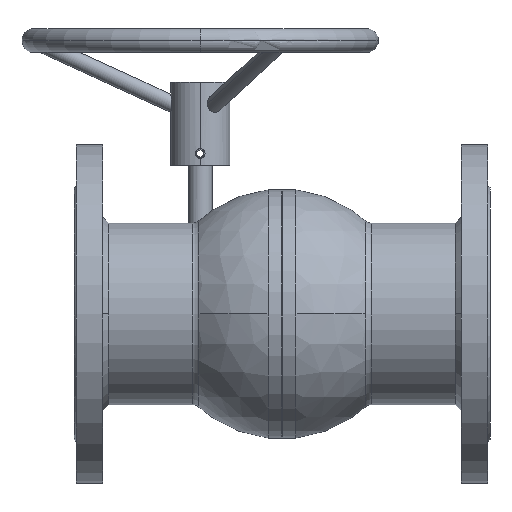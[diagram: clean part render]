
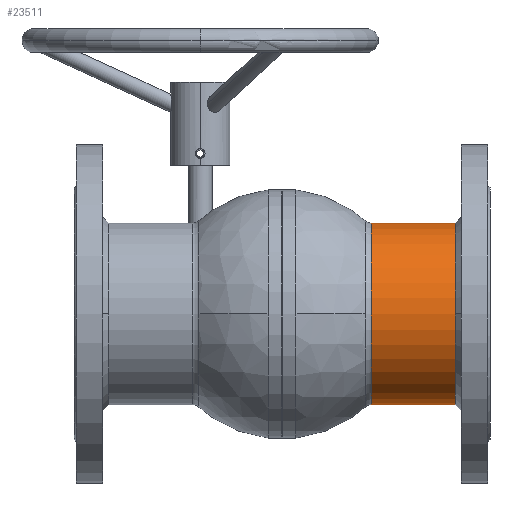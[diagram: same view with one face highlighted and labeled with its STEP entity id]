
A CAD part, front view. The second image highlights one B-rep face of the part: STEP entity #23511.
In plain terms, the highlighted cylindrical face has radius 76.5 mm (diameter 153 mm), a partial arc.
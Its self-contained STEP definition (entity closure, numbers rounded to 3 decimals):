
#51 = EDGE_CURVE ( 'NONE', #24433, #32140, #19665, .T. ) ;
#1277 = ORIENTED_EDGE ( 'NONE', *, *, #8734, .T. ) ;
#3822 = AXIS2_PLACEMENT_3D ( 'NONE', #30844, #27536, #8592 ) ;
#4791 = CARTESIAN_POINT ( 'NONE',  ( 166.5, 71.142, -76.5 ) ) ;
#5015 = CARTESIAN_POINT ( 'NONE',  ( 211.218, 71.142, -76.5 ) ) ;
#5729 = DIRECTION ( 'NONE',  ( 0., 0., 1. ) ) ;
#6628 = DIRECTION ( 'NONE',  ( 1., 0., 0. ) ) ;
#7414 = DIRECTION ( 'NONE',  ( 1., 0., 0. ) ) ;
#7953 = VERTEX_POINT ( 'NONE', #15219 ) ;
#8510 = CIRCLE ( 'NONE', #20832, 76.5 ) ;
#8592 = DIRECTION ( 'NONE',  ( 0., 0., -1. ) ) ;
#8734 = EDGE_CURVE ( 'NONE', #7953, #24433, #21362, .T. ) ;
#10401 = CARTESIAN_POINT ( 'NONE',  ( 75.176, 71.142, 0. ) ) ;
#13820 = FACE_OUTER_BOUND ( 'NONE', #35241, .T. ) ;
#14429 = VERTEX_POINT ( 'NONE', #35658 ) ;
#14661 = VECTOR ( 'NONE', #7414, 1000. ) ;
#15219 = CARTESIAN_POINT ( 'NONE',  ( 75.176, 71.142, -76.5 ) ) ;
#15363 = DIRECTION ( 'NONE',  ( 1., 0., 0. ) ) ;
#15445 = CARTESIAN_POINT ( 'NONE',  ( 211.218, 71.142, 76.5 ) ) ;
#15858 = ORIENTED_EDGE ( 'NONE', *, *, #51, .T. ) ;
#17293 = AXIS2_PLACEMENT_3D ( 'NONE', #31260, #30920, #5729 ) ;
#18314 = DIRECTION ( 'NONE',  ( 0., 0., 1. ) ) ;
#19665 = CIRCLE ( 'NONE', #3822, 76.5 ) ;
#19948 = ORIENTED_EDGE ( 'NONE', *, *, #24302, .F. ) ;
#20255 = ORIENTED_EDGE ( 'NONE', *, *, #26074, .T. ) ;
#20405 = LINE ( 'NONE', #15445, #22620 ) ;
#20832 = AXIS2_PLACEMENT_3D ( 'NONE', #10401, #15363, #18314 ) ;
#21362 = LINE ( 'NONE', #5015, #14661 ) ;
#22620 = VECTOR ( 'NONE', #6628, 1000. ) ;
#23511 = ADVANCED_FACE ( 'NONE', ( #13820 ), #25563, .T. ) ;
#24302 = EDGE_CURVE ( 'NONE', #14429, #32140, #20405, .T. ) ;
#24433 = VERTEX_POINT ( 'NONE', #4791 ) ;
#25563 = CYLINDRICAL_SURFACE ( 'NONE', #17293, 76.5 ) ;
#26074 = EDGE_CURVE ( 'NONE', #14429, #7953, #8510, .T. ) ;
#26216 = CARTESIAN_POINT ( 'NONE',  ( 166.5, 71.142, 76.5 ) ) ;
#27536 = DIRECTION ( 'NONE',  ( -1., 0., 0. ) ) ;
#30844 = CARTESIAN_POINT ( 'NONE',  ( 166.5, 71.142, 0. ) ) ;
#30920 = DIRECTION ( 'NONE',  ( 1., 0., 0. ) ) ;
#31260 = CARTESIAN_POINT ( 'NONE',  ( 211.218, 71.142, 0. ) ) ;
#32140 = VERTEX_POINT ( 'NONE', #26216 ) ;
#35241 = EDGE_LOOP ( 'NONE', ( #20255, #1277, #15858, #19948 ) ) ;
#35658 = CARTESIAN_POINT ( 'NONE',  ( 75.176, 71.142, 76.5 ) ) ;
